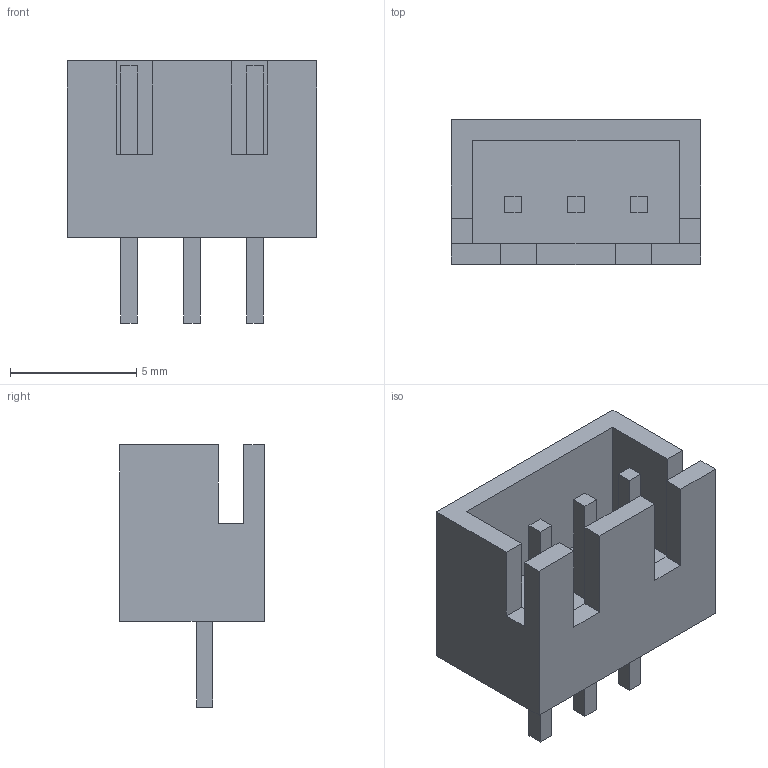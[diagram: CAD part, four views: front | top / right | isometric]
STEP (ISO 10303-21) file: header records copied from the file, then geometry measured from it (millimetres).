
FILE_DESCRIPTION((''),'2;1');
FILE_NAME('JST_B3B-XH-A(LF)(SN).stp','2014-08-14T11:11:56',(''),(''),'Mechanical Desktop 2011','Mechanical Desktop 2011',', , ');
FILE_SCHEMA(('AUTOMOTIVE_DESIGN { 1 2 10303 214 1 1 1 1 }'));
Length unit declared in the file: millimetre
Products named in the file (1): Product
Bounding box: 9.9 x 5.75 x 10.4 mm (x, y, z)
Volume: 236 mm3; surface area: 503 mm2
Topology: 7 solids, 7 shells, 60 faces, 138 edges, 92 vertices
Faces by surface type: plane 30, bspline 30
Entity records: 1708 total; most frequent: CARTESIAN_POINT 381, ORIENTED_EDGE 276, DIRECTION 200, VECTOR 138, LINE 138, EDGE_CURVE 138, VERTEX_POINT 92, EDGE_LOOP 60
